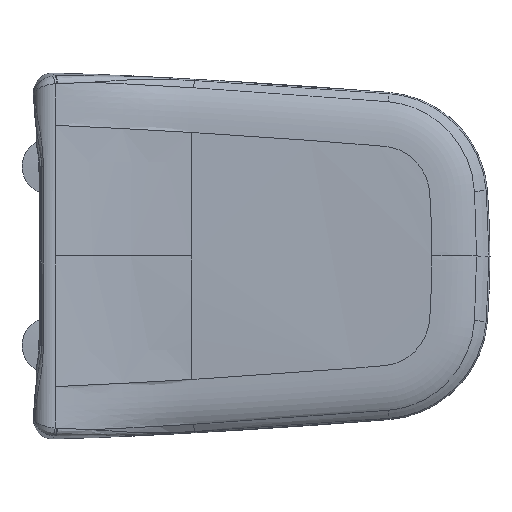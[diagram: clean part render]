
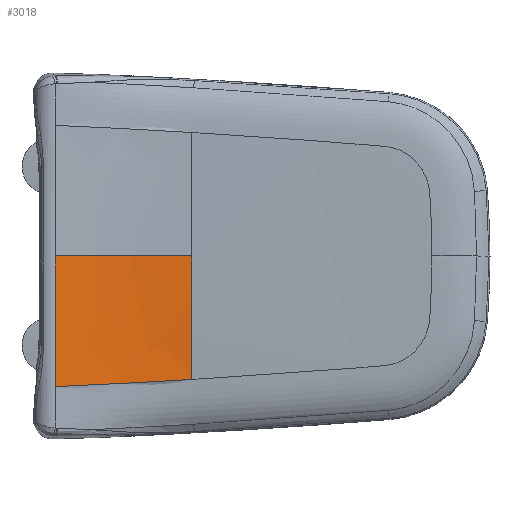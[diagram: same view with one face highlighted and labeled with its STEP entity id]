
A CAD part, top view. The second image highlights one B-rep face of the part: STEP entity #3018.
In plain terms, the highlighted free-form (B-spline) face has degree [3, 3] with [5, 16] control points.
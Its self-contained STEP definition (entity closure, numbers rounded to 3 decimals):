
#386=B_SPLINE_SURFACE_WITH_KNOTS('',3,3,((#56388,#56389,#56390,#56391,#56392,
#56393,#56394,#56395,#56396,#56397,#56398,#56399,#56400,#56401,#56402,#56403),
(#56404,#56405,#56406,#56407,#56408,#56409,#56410,#56411,#56412,#56413,
#56414,#56415,#56416,#56417,#56418,#56419),(#56420,#56421,#56422,#56423,
#56424,#56425,#56426,#56427,#56428,#56429,#56430,#56431,#56432,#56433,#56434,
#56435),(#56436,#56437,#56438,#56439,#56440,#56441,#56442,#56443,#56444,
#56445,#56446,#56447,#56448,#56449,#56450,#56451),(#56452,#56453,#56454,
#56455,#56456,#56457,#56458,#56459,#56460,#56461,#56462,#56463,#56464,#56465,
#56466,#56467)),.UNSPECIFIED.,.F.,.F.,.F.,(4,1,4),(4,1,1,1,1,1,1,1,1,1,
1,1,1,4),(0.,0.715,1.),(0.,0.125,0.25,0.375,0.438,0.5,0.563,
0.625,0.688,0.75,0.813,0.875,0.938,1.),.UNSPECIFIED.);
#1211=B_SPLINE_CURVE_WITH_KNOTS('',3,(#51835,#51836,#51837,#51838,#51839,
#51840),.UNSPECIFIED.,.F.,.F.,(4,2,4),(0.,0.5,1.),.UNSPECIFIED.);
#1219=B_SPLINE_CURVE_WITH_KNOTS('',3,(#56370,#56371,#56372,#56373,#56374,
#56375,#56376,#56377,#56378,#56379,#56380,#56381,#56382,#56383,#56384,#56385),
 .UNSPECIFIED.,.F.,.F.,(4,1,1,1,1,1,1,1,1,1,1,1,1,4),(0.,0.063,0.125,0.188,
0.25,0.313,0.375,0.438,0.5,0.563,0.625,0.75,0.875,1.),.UNSPECIFIED.);
#1531=LINE('',#56387,#1676);
#1676=VECTOR('',#11044,1.);
#2422=FACE_OUTER_BOUND('',#3795,.T.);
#3018=ADVANCED_FACE('',(#2422),#386,.T.);
#3795=EDGE_LOOP('',(#6134,#6135,#6136,#6137));
#6134=ORIENTED_EDGE('',*,*,#8833,.T.);
#6135=ORIENTED_EDGE('',*,*,#8850,.T.);
#6136=ORIENTED_EDGE('',*,*,#8851,.T.);
#6137=ORIENTED_EDGE('',*,*,#8852,.F.);
#7528=VERTEX_POINT('',#51833);
#7530=VERTEX_POINT('',#51841);
#7539=VERTEX_POINT('',#56369);
#7540=VERTEX_POINT('',#56386);
#8833=EDGE_CURVE('',#7530,#7528,#1211,.T.);
#8850=EDGE_CURVE('',#7528,#7539,#9409,.T.);
#8851=EDGE_CURVE('',#7539,#7540,#1219,.T.);
#8852=EDGE_CURVE('',#7530,#7540,#1531,.T.);
#9409=CIRCLE('',#9934,3574.606);
#9934=AXIS2_PLACEMENT_3D('',#56368,#11042,#11043);
#11042=DIRECTION('',(-1.,0.,0.));
#11043=DIRECTION('',(0.,-0.035,0.999));
#11044=DIRECTION('',(0.,1.,0.));
#51833=CARTESIAN_POINT('',(143.009,-124.249,6.84));
#51835=CARTESIAN_POINT('',(5.246,-131.415,24.547));
#51836=CARTESIAN_POINT('',(27.532,-130.44,19.452));
#51837=CARTESIAN_POINT('',(50.151,-129.359,14.993));
#51838=CARTESIAN_POINT('',(96.1,-126.974,8.658));
#51839=CARTESIAN_POINT('',(119.447,-125.67,6.791));
#51840=CARTESIAN_POINT('',(143.009,-124.25,6.84));
#51841=CARTESIAN_POINT('',(5.246,-131.415,24.547));
#56368=CARTESIAN_POINT('',(143.009,0.,-3565.606));
#56369=CARTESIAN_POINT('',(143.009,0.,9.));
#56370=CARTESIAN_POINT('',(143.009,0.,9.));
#56371=CARTESIAN_POINT('',(140.115,0.,9.));
#56372=CARTESIAN_POINT('',(134.326,0.,9.041));
#56373=CARTESIAN_POINT('',(125.645,0.,9.224));
#56374=CARTESIAN_POINT('',(116.967,0.,9.529));
#56375=CARTESIAN_POINT('',(108.294,0.,9.955));
#56376=CARTESIAN_POINT('',(99.628,0.,10.504));
#56377=CARTESIAN_POINT('',(90.97,0.,11.174));
#56378=CARTESIAN_POINT('',(82.323,0.,11.966));
#56379=CARTESIAN_POINT('',(73.688,0.,12.879));
#56380=CARTESIAN_POINT('',(65.067,0.,13.913));
#56381=CARTESIAN_POINT('',(53.592,0.,15.454));
#56382=CARTESIAN_POINT('',(39.291,0.,17.681));
#56383=CARTESIAN_POINT('',(22.212,0.,20.835));
#56384=CARTESIAN_POINT('',(10.889,0.,23.257));
#56385=CARTESIAN_POINT('',(5.246,0.,24.547));
#56386=CARTESIAN_POINT('',(5.246,0.,24.547));
#56387=CARTESIAN_POINT('',(5.246,-65.707,24.547));
#56388=CARTESIAN_POINT('',(5.246,0.,24.547));
#56389=CARTESIAN_POINT('',(10.889,0.,23.257));
#56390=CARTESIAN_POINT('',(22.212,0.,20.835));
#56391=CARTESIAN_POINT('',(39.291,0.,17.681));
#56392=CARTESIAN_POINT('',(53.592,0.,15.454));
#56393=CARTESIAN_POINT('',(65.067,0.,13.913));
#56394=CARTESIAN_POINT('',(73.688,0.,12.879));
#56395=CARTESIAN_POINT('',(82.323,0.,11.966));
#56396=CARTESIAN_POINT('',(90.97,0.,11.174));
#56397=CARTESIAN_POINT('',(99.628,0.,10.504));
#56398=CARTESIAN_POINT('',(108.294,0.,9.955));
#56399=CARTESIAN_POINT('',(116.967,0.,9.529));
#56400=CARTESIAN_POINT('',(125.645,0.,9.224));
#56401=CARTESIAN_POINT('',(134.326,0.,9.041));
#56402=CARTESIAN_POINT('',(140.115,0.,9.));
#56403=CARTESIAN_POINT('',(143.009,0.,9.));
#56404=CARTESIAN_POINT('',(5.246,-31.5,24.547));
#56405=CARTESIAN_POINT('',(10.886,-31.501,23.258));
#56406=CARTESIAN_POINT('',(22.204,-31.502,20.837));
#56407=CARTESIAN_POINT('',(39.279,-31.504,17.683));
#56408=CARTESIAN_POINT('',(53.578,-31.505,15.456));
#56409=CARTESIAN_POINT('',(65.05,-31.506,13.915));
#56410=CARTESIAN_POINT('',(73.671,-31.507,12.881));
#56411=CARTESIAN_POINT('',(82.305,-31.508,11.968));
#56412=CARTESIAN_POINT('',(90.952,-31.509,11.176));
#56413=CARTESIAN_POINT('',(99.61,-31.51,10.505));
#56414=CARTESIAN_POINT('',(108.277,-31.511,9.956));
#56415=CARTESIAN_POINT('',(116.952,-31.512,9.529));
#56416=CARTESIAN_POINT('',(125.634,-31.513,9.224));
#56417=CARTESIAN_POINT('',(134.32,-31.514,9.041));
#56418=CARTESIAN_POINT('',(140.113,-31.514,9.));
#56419=CARTESIAN_POINT('',(143.009,-31.515,9.));
#56420=CARTESIAN_POINT('',(5.246,-75.568,24.547));
#56421=CARTESIAN_POINT('',(10.887,-75.569,23.258));
#56422=CARTESIAN_POINT('',(22.205,-75.573,20.818));
#56423=CARTESIAN_POINT('',(39.274,-75.578,17.597));
#56424=CARTESIAN_POINT('',(53.564,-75.583,15.291));
#56425=CARTESIAN_POINT('',(65.03,-75.586,13.681));
#56426=CARTESIAN_POINT('',(73.646,-75.589,12.592));
#56427=CARTESIAN_POINT('',(82.278,-75.592,11.624));
#56428=CARTESIAN_POINT('',(90.923,-75.594,10.779));
#56429=CARTESIAN_POINT('',(99.58,-75.597,10.059));
#56430=CARTESIAN_POINT('',(108.249,-75.599,9.465));
#56431=CARTESIAN_POINT('',(116.928,-75.6,8.999));
#56432=CARTESIAN_POINT('',(125.616,-75.602,8.665));
#56433=CARTESIAN_POINT('',(134.31,-75.603,8.462));
#56434=CARTESIAN_POINT('',(140.109,-75.603,8.417));
#56435=CARTESIAN_POINT('',(143.009,-75.603,8.417));
#56436=CARTESIAN_POINT('',(5.246,-119.635,24.547));
#56437=CARTESIAN_POINT('',(10.896,-119.637,23.256));
#56438=CARTESIAN_POINT('',(22.22,-119.64,20.771));
#56439=CARTESIAN_POINT('',(39.28,-119.646,17.388));
#56440=CARTESIAN_POINT('',(53.557,-119.651,14.893));
#56441=CARTESIAN_POINT('',(65.013,-119.655,13.115));
#56442=CARTESIAN_POINT('',(73.622,-119.658,11.895));
#56443=CARTESIAN_POINT('',(82.248,-119.66,10.796));
#56444=CARTESIAN_POINT('',(90.89,-119.663,9.825));
#56445=CARTESIAN_POINT('',(99.547,-119.665,8.985));
#56446=CARTESIAN_POINT('',(108.219,-119.667,8.284));
#56447=CARTESIAN_POINT('',(116.902,-119.668,7.727));
#56448=CARTESIAN_POINT('',(125.597,-119.669,7.322));
#56449=CARTESIAN_POINT('',(134.3,-119.67,7.075));
#56450=CARTESIAN_POINT('',(140.106,-119.67,7.018));
#56451=CARTESIAN_POINT('',(143.009,-119.67,7.018));
#56452=CARTESIAN_POINT('',(5.246,-132.203,24.547));
#56453=CARTESIAN_POINT('',(10.899,-132.204,23.255));
#56454=CARTESIAN_POINT('',(22.226,-132.208,20.756));
#56455=CARTESIAN_POINT('',(39.283,-132.213,17.318));
#56456=CARTESIAN_POINT('',(53.556,-132.218,14.761));
#56457=CARTESIAN_POINT('',(65.008,-132.221,12.926));
#56458=CARTESIAN_POINT('',(73.615,-132.224,11.663));
#56459=CARTESIAN_POINT('',(82.239,-132.226,10.521));
#56460=CARTESIAN_POINT('',(90.88,-132.229,9.507));
#56461=CARTESIAN_POINT('',(99.537,-132.231,8.628));
#56462=CARTESIAN_POINT('',(108.209,-132.232,7.891));
#56463=CARTESIAN_POINT('',(116.895,-132.234,7.304));
#56464=CARTESIAN_POINT('',(125.592,-132.235,6.876));
#56465=CARTESIAN_POINT('',(134.297,-132.235,6.614));
#56466=CARTESIAN_POINT('',(140.105,-132.235,6.553));
#56467=CARTESIAN_POINT('',(143.009,-132.235,6.553));
